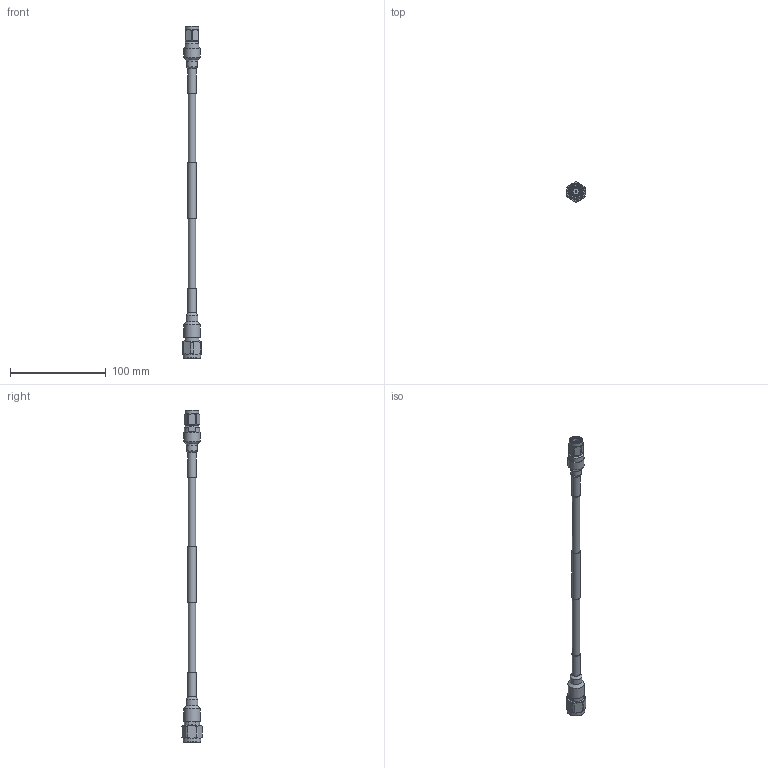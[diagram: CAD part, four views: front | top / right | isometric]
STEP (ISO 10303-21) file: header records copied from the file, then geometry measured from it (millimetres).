
FILE_DESCRIPTION (( 'STEP AP203' ), '1' );
FILE_NAME ('PE335.step', '2020-02-05T22:27:35', ( '' ), ( '' ), 'SwSTEP 2.0', 'SolidWorks 2018', '' );
FILE_SCHEMA (( 'CONFIG_CONTROL_DESIGN' ));
Length unit declared in the file: inch
Products named in the file (4): PE44810-FMCN1183_Heat Shrink; Coax Cable_PE-P300LL; PE335; PE44809-FMCN1182_Heat Shrink
Assembly tree (3 placements, depth 2):
  PE335
    Coax Cable_PE-P300LL
    PE44810-FMCN1183_Heat Shrink
    PE44809-FMCN1182_Heat Shrink
Bounding box: 19.05 x 20.87 x 346.09 mm (x, y, z)
Volume: 29042.2 mm3; surface area: 13987.7 mm2
Topology: 4 solids, 5 shells, 122 faces, 275 edges, 180 vertices
Faces by surface type: plane 47, cylinder 46, cone 17, bspline 11, torus 1
Full cylindrical faces by diameter (mm): 1.372 x1, 1.651 x1, 1.905 x1, 3.048 x1, 6.655 x1, 7.366 x1, 7.62 x2, 8.077 x1, 8.382 x1, 8.636 x3, 8.899 x1, 11.112 x6, 11.228 x2, 11.405 x1, 11.736 x1, 12.319 x1, 14.229 x1, 15.748 x2, 16.256 x1, 16.764 x2, 18.735 x1
Entity records: 5929 total; most frequent: CARTESIAN_POINT 3318, DIRECTION 464, ORIENTED_EDGE 380, AXIS2_PLACEMENT_3D 212, EDGE_CURVE 190, EDGE_LOOP 180, VERTEX_POINT 148, FACE_OUTER_BOUND 148
